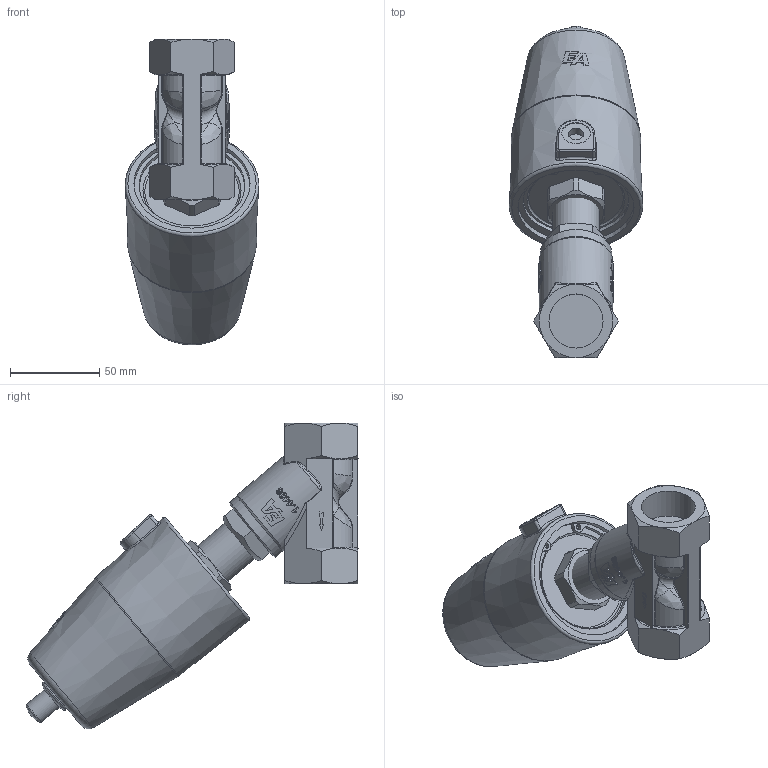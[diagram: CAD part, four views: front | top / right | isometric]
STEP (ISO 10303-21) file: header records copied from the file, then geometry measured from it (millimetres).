
FILE_DESCRIPTION(/* description */ ('DG2D3124025/BR'),/* implementation_level */ '2;1');
FILE_NAME(/* name */ 'DG2D3124025_OS.stp',/* time_stamp */ '2022-01-27T13:32:34+01:00',/* author */ ('hois'),/* organization */ (''),/* preprocessor_version */ 'ST-DEVELOPER v18.1',/* originating_system */ 'Autodesk Inventor 2020',/* authorisation */ '');
FILE_SCHEMA (('CONFIG_CONTROL_DESIGN','AUTOMOTIVE_DESIGN { 1 0 10303 214 3 1 1 }'));
Length unit declared in the file: millimetre
Products named in the file (7): DG2D3124025_OS; GGS0025.19.0013-K-GM; ETG0025.13.0025; DER0650.06.0013; SZY0630.23.0022; DIN0472-63x2,5; VST1415.08.0013
Assembly tree (6 placements, depth 2):
  DG2D3124025_OS
    GGS0025.19.0013-K-GM
    ETG0025.13.0025
    DER0650.06.0013
    SZY0630.23.0022
    DIN0472-63x2,5
    VST1415.08.0013
Bounding box: 74.92 x 185.95 x 171.32 mm (x, y, z)
Volume: 287790.3 mm3; surface area: 98978.7 mm2
Topology: 6 solids, 6 shells, 598 faces, 1569 edges, 1024 vertices
Faces by surface type: plane 262, bspline 143, cylinder 120, cone 39, torus 25, sphere 9
Full cylindrical faces by diameter (mm): 1.5 x1, 3 x2, 4 x1, 8.566 x1, 8.7 x1, 11 x1, 12 x2, 12.376 x1, 13 x1, 14 x2, 16 x1, 20 x1, 23.5 x1, 24.376 x1, 26 x1, 30.291 x3, 30.3 x1, 33.249 x1, 33.3 x1, 33.6 x1, 40 x1, 41 x1, 63 x1, 64 x1, 65 x3, 69 x1
Entity records: 32378 total; most frequent: CARTESIAN_POINT 18161, ORIENTED_EDGE 3120, DIRECTION 2631, EDGE_CURVE 1560, VERTEX_POINT 1024, AXIS2_PLACEMENT_3D 1021, EDGE_LOOP 662, FACE_OUTER_BOUND 598
